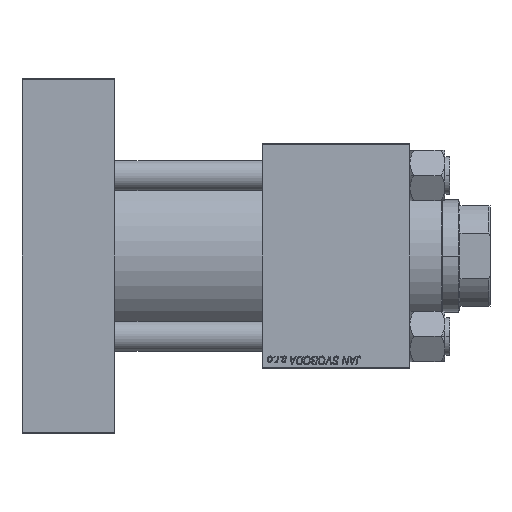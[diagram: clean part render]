
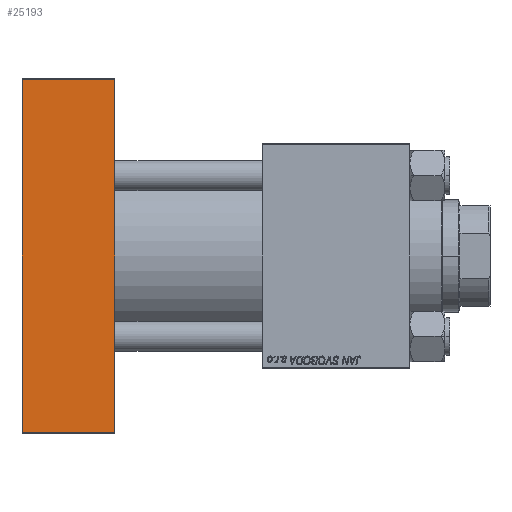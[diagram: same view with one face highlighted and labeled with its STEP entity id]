
A CAD part, front view. The second image highlights one B-rep face of the part: STEP entity #25193.
In plain terms, the highlighted planar face has unit normal (0, -1, 0).
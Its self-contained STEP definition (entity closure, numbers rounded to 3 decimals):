
#2044 = VECTOR ( 'NONE', #8229, 1000. ) ;
#3214 = ORIENTED_EDGE ( 'NONE', *, *, #22009, .T. ) ;
#3964 = CARTESIAN_POINT ( 'NONE',  ( 37., -45., 70.5 ) ) ;
#5055 = EDGE_CURVE ( 'NONE', #17802, #14643, #27438, .T. ) ;
#5309 = VECTOR ( 'NONE', #16238, 1000. ) ;
#5311 = EDGE_CURVE ( 'NONE', #14744, #14643, #32396, .T. ) ;
#6229 = CARTESIAN_POINT ( 'NONE',  ( 37., -45., 71. ) ) ;
#8229 = DIRECTION ( 'NONE',  ( 1., 0., 0. ) ) ;
#8740 = DIRECTION ( 'NONE',  ( 0., 0., -1. ) ) ;
#10505 = DIRECTION ( 'NONE',  ( 0., 1., 0. ) ) ;
#11280 = CARTESIAN_POINT ( 'NONE',  ( 37., -45., -70.5 ) ) ;
#12815 = VECTOR ( 'NONE', #13557, 1000. ) ;
#13557 = DIRECTION ( 'NONE',  ( -1., 0., 0. ) ) ;
#14626 = AXIS2_PLACEMENT_3D ( 'NONE', #6229, #10505, #21630 ) ;
#14643 = VERTEX_POINT ( 'NONE', #11280 ) ;
#14744 = VERTEX_POINT ( 'NONE', #3964 ) ;
#15805 = CARTESIAN_POINT ( 'NONE',  ( 0., -45., 70.5 ) ) ;
#16238 = DIRECTION ( 'NONE',  ( 0., 0., -1. ) ) ;
#17802 = VERTEX_POINT ( 'NONE', #35388 ) ;
#20205 = EDGE_LOOP ( 'NONE', ( #3214, #28184, #47438, #49035 ) ) ;
#21326 = CARTESIAN_POINT ( 'NONE',  ( 0., -45., 71. ) ) ;
#21630 = DIRECTION ( 'NONE',  ( 0., 0., 1. ) ) ;
#22009 = EDGE_CURVE ( 'NONE', #49785, #17802, #36000, .T. ) ;
#25193 = ADVANCED_FACE ( 'NONE', ( #44380 ), #40831, .F. ) ;
#27438 = LINE ( 'NONE', #42822, #2044 ) ;
#28184 = ORIENTED_EDGE ( 'NONE', *, *, #5055, .T. ) ;
#28741 = LINE ( 'NONE', #28994, #12815 ) ;
#28994 = CARTESIAN_POINT ( 'NONE',  ( 37., -45., 70.5 ) ) ;
#32396 = LINE ( 'NONE', #39228, #5309 ) ;
#35388 = CARTESIAN_POINT ( 'NONE',  ( 0., -45., -70.5 ) ) ;
#35594 = VECTOR ( 'NONE', #8740, 1000. ) ;
#36000 = LINE ( 'NONE', #21326, #35594 ) ;
#38654 = EDGE_CURVE ( 'NONE', #14744, #49785, #28741, .T. ) ;
#39228 = CARTESIAN_POINT ( 'NONE',  ( 37., -45., 71. ) ) ;
#40831 = PLANE ( 'NONE',  #14626 ) ;
#42822 = CARTESIAN_POINT ( 'NONE',  ( 37., -45., -70.5 ) ) ;
#44380 = FACE_OUTER_BOUND ( 'NONE', #20205, .T. ) ;
#47438 = ORIENTED_EDGE ( 'NONE', *, *, #5311, .F. ) ;
#49035 = ORIENTED_EDGE ( 'NONE', *, *, #38654, .T. ) ;
#49785 = VERTEX_POINT ( 'NONE', #15805 ) ;
